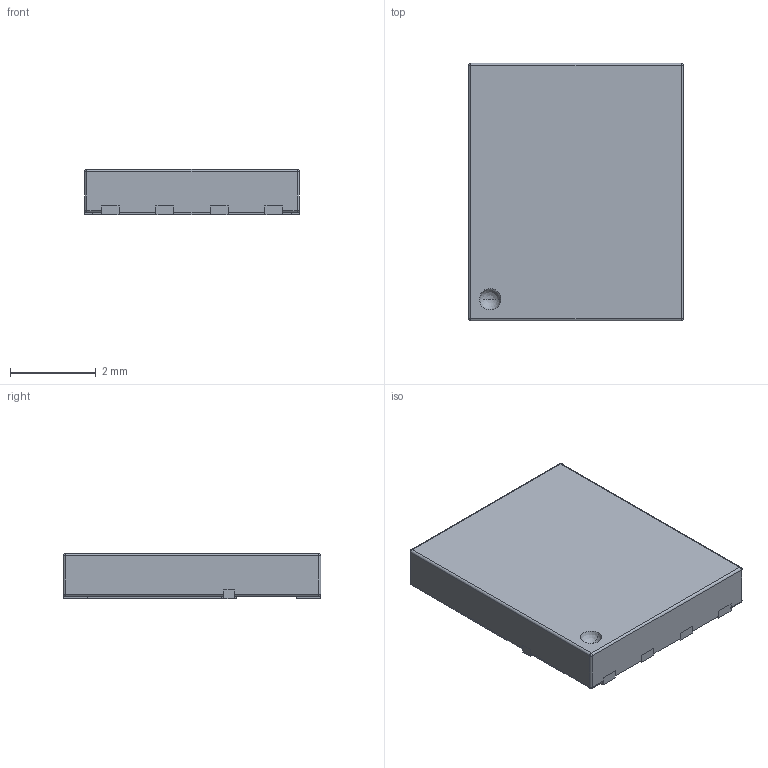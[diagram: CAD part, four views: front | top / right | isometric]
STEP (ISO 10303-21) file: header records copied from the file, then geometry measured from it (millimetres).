
FILE_DESCRIPTION(('FreeCAD Model'),'2;1');
FILE_NAME('SON-8_5x6mm.step', '2016-03-24T15:57:07',('Author'),(''), 'Open CASCADE STEP processor 6.8','FreeCAD','Unknown');
FILE_SCHEMA(('AUTOMOTIVE_DESIGN_CC2 { 1 2 10303 214 -1 1 5 4 }'));
Length unit declared in the file: millimetre
Products named in the file (1): Fusion
Bounding box: 5 x 6 x 1.05 mm (x, y, z)
Volume: 30.8 mm3; surface area: 82.7 mm2
Topology: 1 solids, 1 shells, 91 faces, 248 edges, 152 vertices
Faces by surface type: plane 65, cylinder 16, sphere 8, revolution 2
Entity records: 8680 total; most frequent: CARTESIAN_POINT 3330, DIRECTION 836, LINE 574, VECTOR 574, ORIENTED_EDGE 480, PCURVE 480, DEFINITIONAL_REPRESENTATION 480, EDGE_CURVE 240
